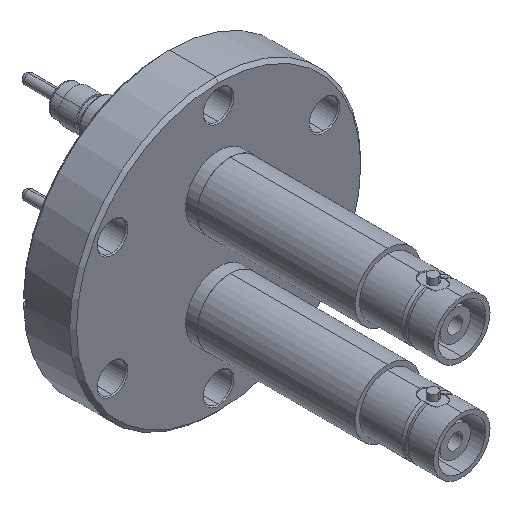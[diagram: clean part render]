
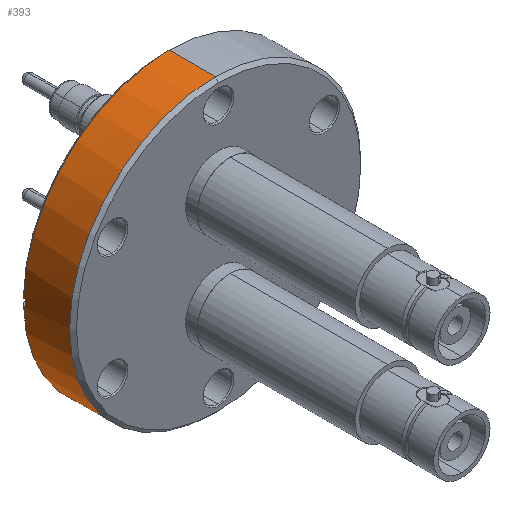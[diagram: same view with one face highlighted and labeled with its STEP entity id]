
A CAD part, isometric view. The second image highlights one B-rep face of the part: STEP entity #393.
In plain terms, the highlighted cylindrical face has radius 34.925 mm (diameter 69.85 mm), a partial arc.
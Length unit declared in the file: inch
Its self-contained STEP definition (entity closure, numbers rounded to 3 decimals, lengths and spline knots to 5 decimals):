
#216 = VECTOR ( 'NONE', #2923, 39.37008 ) ;
#246 = CARTESIAN_POINT ( 'NONE',  ( -1.37465, 0., 0.031 ) ) ;
#291 = VERTEX_POINT ( 'NONE', #3301 ) ;
#350 = DIRECTION ( 'NONE',  ( 0., -1., 0. ) ) ;
#393 = ADVANCED_FACE ( 'NONE', ( #3571 ), #1434, .T. ) ;
#449 = EDGE_CURVE ( 'NONE', #5043, #4045, #1332, .T. ) ;
#637 = ORIENTED_EDGE ( 'NONE', *, *, #2600, .F. ) ;
#785 = CARTESIAN_POINT ( 'NONE',  ( -1.37465, 0., -0.031 ) ) ;
#879 = VERTEX_POINT ( 'NONE', #3011 ) ;
#945 = VECTOR ( 'NONE', #350, 39.37008 ) ;
#1039 = CARTESIAN_POINT ( 'NONE',  ( 0., 0.032, -1.375 ) ) ;
#1043 = CIRCLE ( 'NONE', #2814, 1.375 ) ;
#1126 = ORIENTED_EDGE ( 'NONE', *, *, #4445, .T. ) ;
#1314 = VECTOR ( 'NONE', #4054, 39.37008 ) ;
#1332 = LINE ( 'NONE', #6670, #1314 ) ;
#1434 = CYLINDRICAL_SURFACE ( 'NONE', #2194, 1.375 ) ;
#1513 = CARTESIAN_POINT ( 'NONE',  ( 0., 0.468, 1.375 ) ) ;
#1524 = CARTESIAN_POINT ( 'NONE',  ( -1.37465, 0.45, -0.031 ) ) ;
#1892 = DIRECTION ( 'NONE',  ( 0., -1., 0. ) ) ;
#2020 = ORIENTED_EDGE ( 'NONE', *, *, #6571, .T. ) ;
#2032 = AXIS2_PLACEMENT_3D ( 'NONE', #2240, #3804, #4386 ) ;
#2141 = CIRCLE ( 'NONE', #6323, 1.375 ) ;
#2165 = EDGE_CURVE ( 'NONE', #291, #3093, #6651, .T. ) ;
#2194 = AXIS2_PLACEMENT_3D ( 'NONE', #2987, #1892, #6610 ) ;
#2216 = VERTEX_POINT ( 'NONE', #6684 ) ;
#2240 = CARTESIAN_POINT ( 'NONE',  ( 0., 0.468, 0. ) ) ;
#2457 = EDGE_CURVE ( 'NONE', #3134, #879, #3960, .T. ) ;
#2471 = ORIENTED_EDGE ( 'NONE', *, *, #2165, .T. ) ;
#2540 = CIRCLE ( 'NONE', #3427, 1.375 ) ;
#2541 = DIRECTION ( 'NONE',  ( 0., -1., 0. ) ) ;
#2600 = EDGE_CURVE ( 'NONE', #4045, #3093, #2540, .T. ) ;
#2642 = DIRECTION ( 'NONE',  ( 0., 0., -1. ) ) ;
#2745 = ORIENTED_EDGE ( 'NONE', *, *, #6734, .F. ) ;
#2814 = AXIS2_PLACEMENT_3D ( 'NONE', #5776, #4771, #2642 ) ;
#2923 = DIRECTION ( 'NONE',  ( 0., 1., 0. ) ) ;
#2987 = CARTESIAN_POINT ( 'NONE',  ( 0., 0., 0. ) ) ;
#3011 = CARTESIAN_POINT ( 'NONE',  ( -1.37465, 0.468, -0.031 ) ) ;
#3093 = VERTEX_POINT ( 'NONE', #1039 ) ;
#3134 = VERTEX_POINT ( 'NONE', #1524 ) ;
#3301 = CARTESIAN_POINT ( 'NONE',  ( 0., 0.468, -1.375 ) ) ;
#3427 = AXIS2_PLACEMENT_3D ( 'NONE', #6165, #2541, #6224 ) ;
#3557 = CARTESIAN_POINT ( 'NONE',  ( -1.37465, 0.45, 0.031 ) ) ;
#3561 = CARTESIAN_POINT ( 'NONE',  ( 0., 0.45, 0. ) ) ;
#3571 = FACE_OUTER_BOUND ( 'NONE', #3610, .T. ) ;
#3610 = EDGE_LOOP ( 'NONE', ( #4270, #2020, #1126, #2745, #5219, #3836, #2471, #637 ) ) ;
#3692 = CIRCLE ( 'NONE', #2032, 1.375 ) ;
#3804 = DIRECTION ( 'NONE',  ( 0., -1., 0. ) ) ;
#3836 = ORIENTED_EDGE ( 'NONE', *, *, #6790, .T. ) ;
#3960 = LINE ( 'NONE', #785, #216 ) ;
#3988 = CARTESIAN_POINT ( 'NONE',  ( 0., 0.032, 1.375 ) ) ;
#4045 = VERTEX_POINT ( 'NONE', #3988 ) ;
#4054 = DIRECTION ( 'NONE',  ( 0., -1., 0. ) ) ;
#4134 = CARTESIAN_POINT ( 'NONE',  ( 0., 0., -1.375 ) ) ;
#4270 = ORIENTED_EDGE ( 'NONE', *, *, #449, .F. ) ;
#4386 = DIRECTION ( 'NONE',  ( 0., 0., -1. ) ) ;
#4445 = EDGE_CURVE ( 'NONE', #2216, #4952, #4535, .T. ) ;
#4504 = DIRECTION ( 'NONE',  ( 0., 0., 1. ) ) ;
#4535 = LINE ( 'NONE', #246, #945 ) ;
#4771 = DIRECTION ( 'NONE',  ( 0., -1., 0. ) ) ;
#4952 = VERTEX_POINT ( 'NONE', #3557 ) ;
#5043 = VERTEX_POINT ( 'NONE', #1513 ) ;
#5219 = ORIENTED_EDGE ( 'NONE', *, *, #2457, .T. ) ;
#5374 = VECTOR ( 'NONE', #5721, 39.37008 ) ;
#5694 = DIRECTION ( 'NONE',  ( 0., 1., 0. ) ) ;
#5721 = DIRECTION ( 'NONE',  ( 0., -1., 0. ) ) ;
#5776 = CARTESIAN_POINT ( 'NONE',  ( 0., 0.468, 0. ) ) ;
#6165 = CARTESIAN_POINT ( 'NONE',  ( 0., 0.032, 0. ) ) ;
#6224 = DIRECTION ( 'NONE',  ( 0., 0., -1. ) ) ;
#6323 = AXIS2_PLACEMENT_3D ( 'NONE', #3561, #5694, #4504 ) ;
#6571 = EDGE_CURVE ( 'NONE', #5043, #2216, #1043, .T. ) ;
#6610 = DIRECTION ( 'NONE',  ( 0., 0., -1. ) ) ;
#6651 = LINE ( 'NONE', #4134, #5374 ) ;
#6670 = CARTESIAN_POINT ( 'NONE',  ( 0., 0., 1.375 ) ) ;
#6684 = CARTESIAN_POINT ( 'NONE',  ( -1.37465, 0.468, 0.031 ) ) ;
#6734 = EDGE_CURVE ( 'NONE', #3134, #4952, #2141, .T. ) ;
#6790 = EDGE_CURVE ( 'NONE', #879, #291, #3692, .T. ) ;
